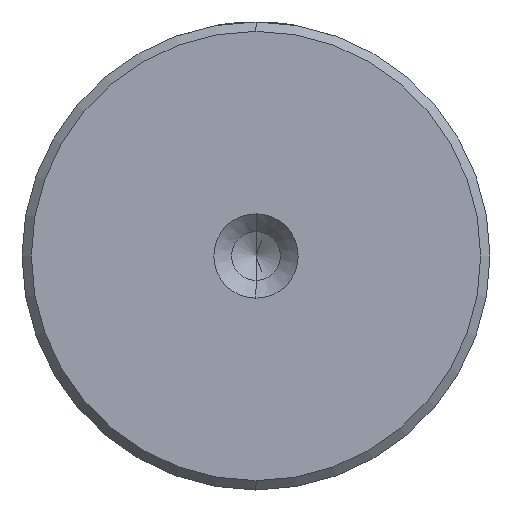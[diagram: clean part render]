
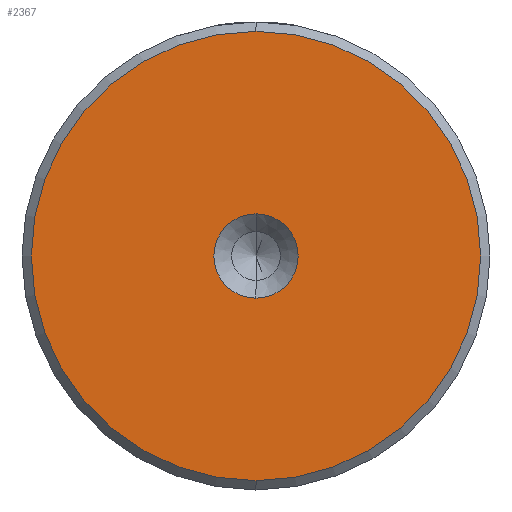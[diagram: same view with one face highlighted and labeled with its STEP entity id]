
A CAD part, left-side view. The second image highlights one B-rep face of the part: STEP entity #2367.
In plain terms, the highlighted planar face has unit normal (-1, 0, 0).
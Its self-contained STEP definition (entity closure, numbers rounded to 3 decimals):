
#68 = ORIENTED_EDGE ( 'NONE', *, *, #1158, .T. ) ;
#134 = CARTESIAN_POINT ( 'NONE',  ( 0., 0., 0. ) ) ;
#170 = DIRECTION ( 'NONE',  ( 0., 0., 1. ) ) ;
#204 = ORIENTED_EDGE ( 'NONE', *, *, #1167, .T. ) ;
#325 = DIRECTION ( 'NONE',  ( 0., 0., 1. ) ) ;
#355 = FACE_BOUND ( 'NONE', #1682, .T. ) ;
#365 = CIRCLE ( 'NONE', #1325, 12. ) ;
#482 = DIRECTION ( 'NONE',  ( -1., 0., 0. ) ) ;
#568 = CARTESIAN_POINT ( 'NONE',  ( 0., 0., 12. ) ) ;
#591 = CARTESIAN_POINT ( 'NONE',  ( 0., 0., -12. ) ) ;
#639 = PLANE ( 'NONE',  #746 ) ;
#746 = AXIS2_PLACEMENT_3D ( 'NONE', #1937, #1375, #2130 ) ;
#995 = VERTEX_POINT ( 'NONE', #591 ) ;
#1050 = DIRECTION ( 'NONE',  ( -1., 0., 0. ) ) ;
#1158 = EDGE_CURVE ( 'NONE', #1866, #995, #365, .T. ) ;
#1167 = EDGE_CURVE ( 'NONE', #995, #1866, #1894, .T. ) ;
#1289 = DIRECTION ( 'NONE',  ( -1., 0., 0. ) ) ;
#1325 = AXIS2_PLACEMENT_3D ( 'NONE', #1596, #482, #1773 ) ;
#1375 = DIRECTION ( 'NONE',  ( -1., 0., 0. ) ) ;
#1386 = AXIS2_PLACEMENT_3D ( 'NONE', #134, #1439, #325 ) ;
#1402 = CIRCLE ( 'NONE', #2342, 2.25 ) ;
#1439 = DIRECTION ( 'NONE',  ( -1., 0., 0. ) ) ;
#1453 = AXIS2_PLACEMENT_3D ( 'NONE', #2159, #1050, #2335 ) ;
#1459 = CARTESIAN_POINT ( 'NONE',  ( 0., 0., 2.25 ) ) ;
#1460 = CIRCLE ( 'NONE', #1386, 2.25 ) ;
#1501 = VERTEX_POINT ( 'NONE', #1575 ) ;
#1535 = ORIENTED_EDGE ( 'NONE', *, *, #2162, .F. ) ;
#1575 = CARTESIAN_POINT ( 'NONE',  ( 0., 0., -2.25 ) ) ;
#1596 = CARTESIAN_POINT ( 'NONE',  ( 0., 0., 0. ) ) ;
#1605 = FACE_OUTER_BOUND ( 'NONE', #2273, .T. ) ;
#1682 = EDGE_LOOP ( 'NONE', ( #1535, #2002 ) ) ;
#1714 = VERTEX_POINT ( 'NONE', #1459 ) ;
#1746 = EDGE_CURVE ( 'NONE', #1501, #1714, #1402, .T. ) ;
#1773 = DIRECTION ( 'NONE',  ( 0., 0., 1. ) ) ;
#1866 = VERTEX_POINT ( 'NONE', #568 ) ;
#1894 = CIRCLE ( 'NONE', #1453, 12. ) ;
#1937 = CARTESIAN_POINT ( 'NONE',  ( 0., 0., 0. ) ) ;
#2002 = ORIENTED_EDGE ( 'NONE', *, *, #1746, .F. ) ;
#2130 = DIRECTION ( 'NONE',  ( 0., 0., 1. ) ) ;
#2159 = CARTESIAN_POINT ( 'NONE',  ( 0., 0., 0. ) ) ;
#2162 = EDGE_CURVE ( 'NONE', #1714, #1501, #1460, .T. ) ;
#2273 = EDGE_LOOP ( 'NONE', ( #204, #68 ) ) ;
#2335 = DIRECTION ( 'NONE',  ( 0., 0., 1. ) ) ;
#2342 = AXIS2_PLACEMENT_3D ( 'NONE', #2395, #1289, #170 ) ;
#2367 = ADVANCED_FACE ( 'NONE', ( #1605, #355 ), #639, .T. ) ;
#2395 = CARTESIAN_POINT ( 'NONE',  ( 0., 0., 0. ) ) ;
